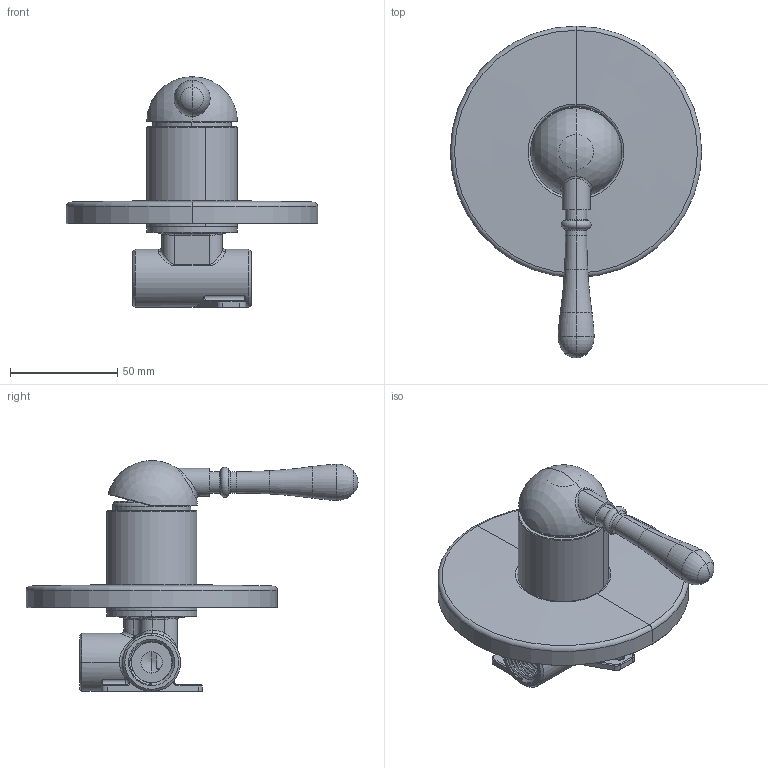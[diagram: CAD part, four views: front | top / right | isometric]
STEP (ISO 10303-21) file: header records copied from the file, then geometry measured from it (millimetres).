
FILE_DESCRIPTION (( 'STEP AP203' ), '1' );
FILE_NAME ('MV1020LCH.STEP', '2020-03-02T02:51:08', ( 'Windows 蚚誧' ), ( '' ), 'SwSTEP 2.0', 'SolidWorks 2019', '' );
FILE_SCHEMA (( 'CONFIG_CONTROL_DESIGN' ));
Length unit declared in the file: millimetre
Products named in the file (16): MV入墙阀套（D42H42); 11708肣々醱啣D42; M70SB13C     MV做蚾忒梟釱; J01002T01 35铜皮面板（117）; 30x2 O型圈; 162ZS01C 162 圉埴裔; 162囀揤簽 M37.5x1.25H11.7; 05-101 35平脚阀芯杆; 35做蚾翋极 (Z11007D00); 05-101 35平脚阀芯座; 05-101 35す褐概郋; 囀鞠褒す傷蹟佪 M5x35 (G12010G00); MV1020LCH; MV做蚾忒梟; 162YM01C囀揤簽 M37.5x1.25D24.5H11.7;    M70SB21C    MV珨趼忒梟裝
Assembly tree (15 placements, depth 3):
  MV1020LCH
    35做蚾翋极 (Z11007D00)
    MV入墙阀套（D42H42)
    05-101 35す褐概郋
      05-101 35平脚阀芯座
      05-101 35平脚阀芯杆
    162囀揤簽 M37.5x1.25H11.7
      162YM01C囀揤簽 M37.5x1.25D24.5H11.7
      30x2 O型圈
    162ZS01C 162 圉埴裔
    MV做蚾忒梟
         M70SB21C    MV珨趼忒梟裝
      M70SB13C     MV做蚾忒梟釱
      囀鞠褒す傷蹟佪 M5x35 (G12010G00)
    11708肣々醱啣D42
      J01002T01 35铜皮面板（117）
Bounding box: 117 x 154.55 x 107.41 mm (x, y, z)
Volume: 118373.1 mm3; surface area: 85852.4 mm2
Topology: 12 solids, 12 shells, 747 faces, 1985 edges, 1263 vertices
Faces by surface type: cylinder 393, plane 120, bspline 99, cone 76, torus 53, sphere 6
Entity records: 72293 total; most frequent: CARTESIAN_POINT 54408, ORIENTED_EDGE 3926, DIRECTION 2892, EDGE_CURVE 1963, VERTEX_POINT 1263, AXIS2_PLACEMENT_3D 1126, EDGE_LOOP 796, ADVANCED_FACE 747
